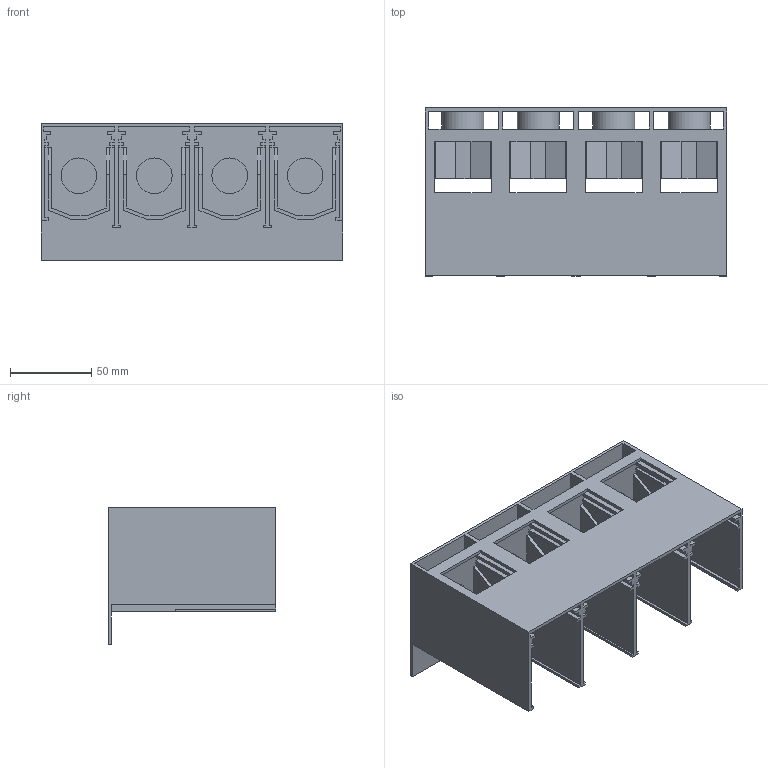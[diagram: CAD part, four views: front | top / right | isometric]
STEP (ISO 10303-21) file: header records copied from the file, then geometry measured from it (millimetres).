
FILE_DESCRIPTION(('CATIA V5 STEP Exchange'),'2;1');
FILE_NAME('1SDH001294R0165_1PA_001_00_A3_4p_HTC_sup.stp','2014-12-04T15:44:26+00:00',('none'),('none'),'CATIA Version 5 Release 20 SP 1 (IN-10)','CATIA V5 STEP AP214','none');
FILE_SCHEMA(('AUTOMOTIVE_DESIGN { 1 0 10303 214 1 1 1 1 }'));
Length unit declared in the file: millimetre
Products named in the file (1): 1SDH001294R0165_1PA_001_00_A3_4p_HTC_sup
Bounding box: 186 x 103.5 x 84.5 mm (x, y, z)
Volume: 187807.2 mm3; surface area: 176199.1 mm2
Topology: 1 solids, 1 shells, 232 faces, 682 edges, 452 vertices
Faces by surface type: plane 216, cylinder 16
Entity records: 7028 total; most frequent: ORIENTED_EDGE 1364, CARTESIAN_POINT 1250, DIRECTION 912, EDGE_CURVE 682, VECTOR 650, LINE 650, VERTEX_POINT 452, EDGE_LOOP 256
